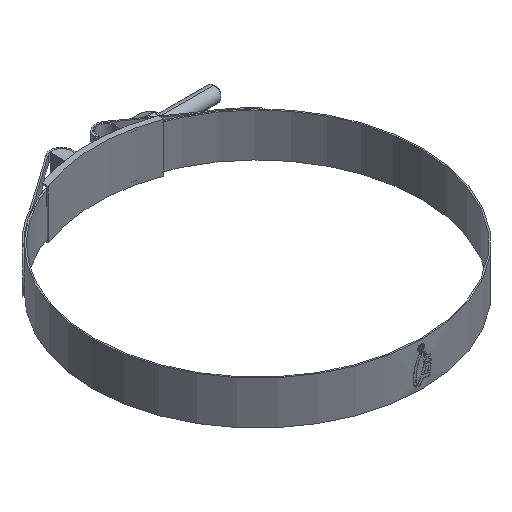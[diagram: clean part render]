
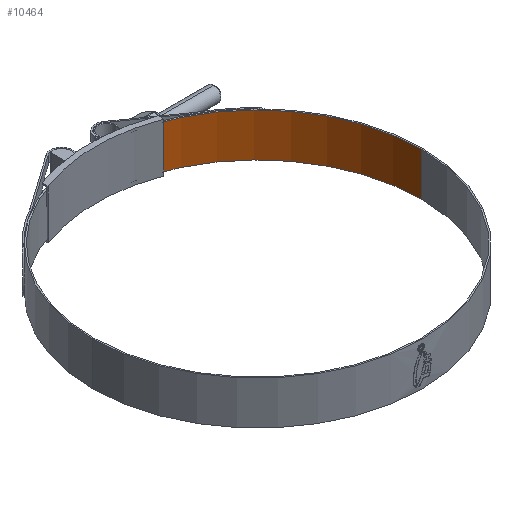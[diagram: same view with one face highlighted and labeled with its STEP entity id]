
A CAD part, isometric view. The second image highlights one B-rep face of the part: STEP entity #10464.
In plain terms, the highlighted cylindrical face has radius 73 mm (diameter 146 mm), a partial arc.
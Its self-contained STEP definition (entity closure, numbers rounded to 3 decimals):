
#141 = EDGE_CURVE ( 'NONE', #6769, #14012, #1976, .T. ) ;
#879 = ORIENTED_EDGE ( 'NONE', *, *, #5710, .T. ) ;
#897 = VECTOR ( 'NONE', #8776, 1000. ) ;
#1046 = CARTESIAN_POINT ( 'NONE',  ( 73., 0., 9.65 ) ) ;
#1790 = DIRECTION ( 'NONE',  ( -1., 0., 0. ) ) ;
#1904 = DIRECTION ( 'NONE',  ( -1., 0., 0. ) ) ;
#1976 = LINE ( 'NONE', #3006, #897 ) ;
#2845 = AXIS2_PLACEMENT_3D ( 'NONE', #9715, #10888, #1790 ) ;
#3006 = CARTESIAN_POINT ( 'NONE',  ( 9.359, 72.398, 9.65 ) ) ;
#5208 = CIRCLE ( 'NONE', #2845, 73. ) ;
#5234 = VERTEX_POINT ( 'NONE', #10707 ) ;
#5265 = VERTEX_POINT ( 'NONE', #1046 ) ;
#5297 = CYLINDRICAL_SURFACE ( 'NONE', #8424, 73. ) ;
#5530 = CARTESIAN_POINT ( 'NONE',  ( 0., 0., 9.65 ) ) ;
#5593 = DIRECTION ( 'NONE',  ( 0., 0., -1. ) ) ;
#5710 = EDGE_CURVE ( 'NONE', #14012, #5234, #14134, .T. ) ;
#5763 = CARTESIAN_POINT ( 'NONE',  ( 9.359, 72.398, -9.65 ) ) ;
#6769 = VERTEX_POINT ( 'NONE', #6826 ) ;
#6826 = CARTESIAN_POINT ( 'NONE',  ( 9.359, 72.398, 9.65 ) ) ;
#7035 = VECTOR ( 'NONE', #5593, 1000. ) ;
#7096 = AXIS2_PLACEMENT_3D ( 'NONE', #9392, #8138, #7169 ) ;
#7169 = DIRECTION ( 'NONE',  ( -1., 0., 0. ) ) ;
#8052 = CARTESIAN_POINT ( 'NONE',  ( 73., 0., 9.65 ) ) ;
#8138 = DIRECTION ( 'NONE',  ( 0., 0., -1. ) ) ;
#8424 = AXIS2_PLACEMENT_3D ( 'NONE', #5530, #9687, #1904 ) ;
#8770 = ORIENTED_EDGE ( 'NONE', *, *, #11502, .F. ) ;
#8776 = DIRECTION ( 'NONE',  ( 0., 0., -1. ) ) ;
#9392 = CARTESIAN_POINT ( 'NONE',  ( 0., 0., -9.65 ) ) ;
#9687 = DIRECTION ( 'NONE',  ( 0., 0., -1. ) ) ;
#9715 = CARTESIAN_POINT ( 'NONE',  ( 0., 0., 9.65 ) ) ;
#10464 = ADVANCED_FACE ( 'NONE', ( #12247 ), #5297, .F. ) ;
#10545 = EDGE_CURVE ( 'NONE', #5265, #5234, #11227, .T. ) ;
#10707 = CARTESIAN_POINT ( 'NONE',  ( 73., 0., -9.65 ) ) ;
#10761 = ORIENTED_EDGE ( 'NONE', *, *, #10545, .F. ) ;
#10888 = DIRECTION ( 'NONE',  ( 0., 0., -1. ) ) ;
#10934 = ORIENTED_EDGE ( 'NONE', *, *, #141, .T. ) ;
#11227 = LINE ( 'NONE', #8052, #7035 ) ;
#11502 = EDGE_CURVE ( 'NONE', #6769, #5265, #5208, .T. ) ;
#12247 = FACE_OUTER_BOUND ( 'NONE', #12370, .T. ) ;
#12370 = EDGE_LOOP ( 'NONE', ( #10761, #8770, #10934, #879 ) ) ;
#14012 = VERTEX_POINT ( 'NONE', #5763 ) ;
#14134 = CIRCLE ( 'NONE', #7096, 73. ) ;
